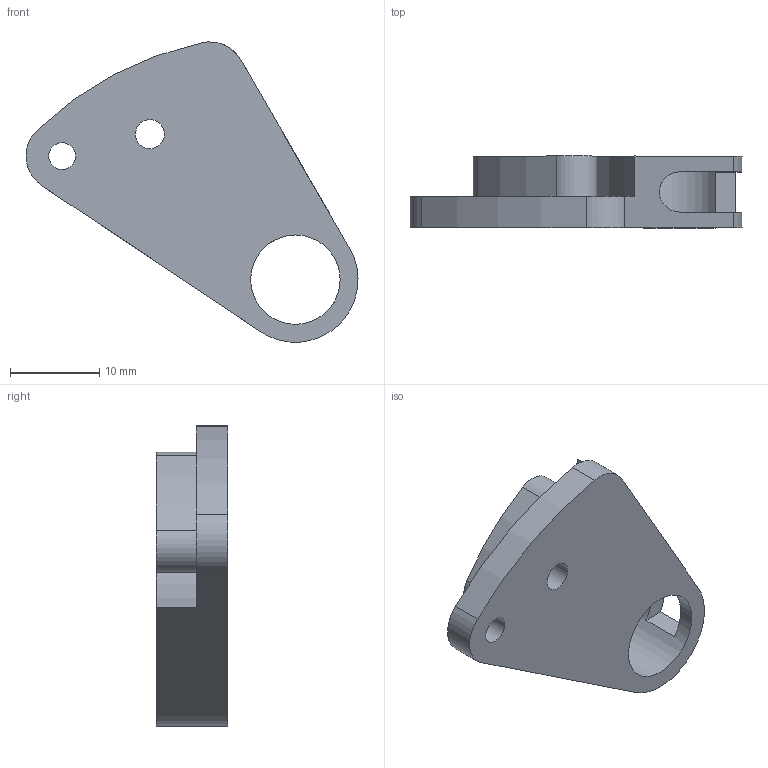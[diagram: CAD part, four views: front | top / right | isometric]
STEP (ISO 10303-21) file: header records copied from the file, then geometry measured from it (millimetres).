
FILE_DESCRIPTION(('CATIA V5 STEP Exchange'),'2;1');
FILE_NAME('01-3 139 127-REP101.stp','2017-05-10T10:05:05+00:00',('none'),('none'),'CATIA Version 5 Release 19 SP 9 (IN-10)','CATIA V5 STEP AP214','none');
FILE_SCHEMA(('AUTOMOTIVE_DESIGN { 1 0 10303 214 1 1 1 1 }'));
Length unit declared in the file: millimetre
Products named in the file (1): 01-3 139 127-REP101
Bounding box: 37.11 x 8 x 33.55 mm (x, y, z)
Volume: 3768 mm3; surface area: 2565.8 mm2
Topology: 1 solids, 1 shells, 25 faces, 73 edges, 49 vertices
Faces by surface type: cylinder 16, plane 9
Entity records: 866 total; most frequent: CARTESIAN_POINT 181, ORIENTED_EDGE 146, DIRECTION 113, EDGE_CURVE 73, AXIS2_PLACEMENT_3D 59, VERTEX_POINT 49, CIRCLE 37, VECTOR 34
